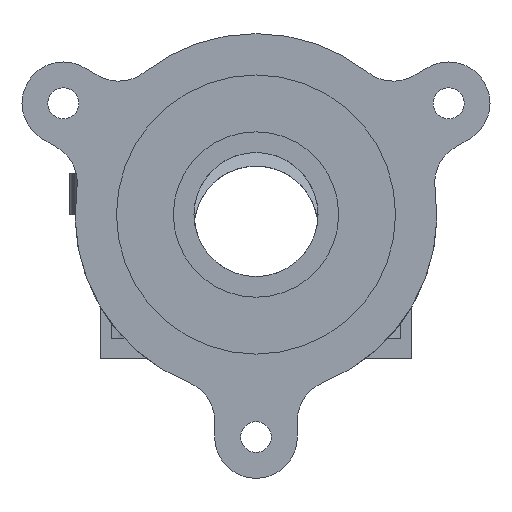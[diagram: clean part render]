
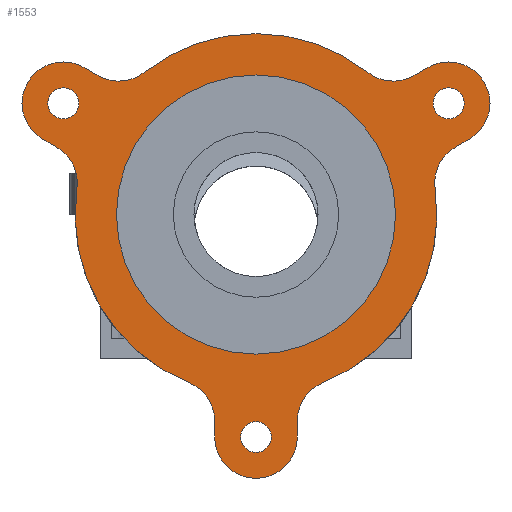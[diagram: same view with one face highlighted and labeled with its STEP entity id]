
A CAD part, front view. The second image highlights one B-rep face of the part: STEP entity #1553.
In plain terms, the highlighted planar face has unit normal (0, -1, 0).
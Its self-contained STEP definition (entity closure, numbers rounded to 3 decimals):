
#83=FACE_BOUND('',#263,.T.);
#84=FACE_BOUND('',#264,.T.);
#85=FACE_BOUND('',#265,.T.);
#86=FACE_BOUND('',#266,.T.);
#166=FACE_OUTER_BOUND('',#262,.T.);
#262=EDGE_LOOP('',(#1411,#1412,#1413,#1414,#1415,#1416,#1417,#1418,#1419,
#1420,#1421,#1422,#1423,#1424,#1425,#1426,#1427,#1428));
#263=EDGE_LOOP('',(#1429));
#264=EDGE_LOOP('',(#1430));
#265=EDGE_LOOP('',(#1431));
#266=EDGE_LOOP('',(#1432));
#384=LINE('',#2697,#517);
#387=LINE('',#2705,#520);
#390=LINE('',#2715,#523);
#393=LINE('',#2723,#526);
#396=LINE('',#2733,#529);
#399=LINE('',#2740,#532);
#517=VECTOR('',#2139,10.);
#520=VECTOR('',#2148,10.);
#523=VECTOR('',#2161,10.);
#526=VECTOR('',#2170,10.);
#529=VECTOR('',#2183,10.);
#532=VECTOR('',#2192,10.);
#544=CIRCLE('',#1583,4.375);
#549=CIRCLE('',#1590,4.375);
#552=CIRCLE('',#1594,4.375);
#598=CIRCLE('',#1700,0.375);
#599=CIRCLE('',#1702,0.375);
#600=CIRCLE('',#1704,0.375);
#601=CIRCLE('',#1706,3.375);
#602=CIRCLE('',#1708,1.);
#603=CIRCLE('',#1710,1.);
#604=CIRCLE('',#1713,1.);
#605=CIRCLE('',#1716,1.);
#606=CIRCLE('',#1718,1.);
#607=CIRCLE('',#1721,1.);
#608=CIRCLE('',#1724,1.);
#609=CIRCLE('',#1726,1.);
#610=CIRCLE('',#1729,1.);
#636=VERTEX_POINT('',#2251);
#638=VERTEX_POINT('',#2254);
#641=VERTEX_POINT('',#2269);
#647=VERTEX_POINT('',#2285);
#648=VERTEX_POINT('',#2289);
#654=VERTEX_POINT('',#2305);
#745=VERTEX_POINT('',#2672);
#746=VERTEX_POINT('',#2676);
#747=VERTEX_POINT('',#2680);
#748=VERTEX_POINT('',#2684);
#749=VERTEX_POINT('',#2688);
#750=VERTEX_POINT('',#2692);
#751=VERTEX_POINT('',#2696);
#752=VERTEX_POINT('',#2700);
#753=VERTEX_POINT('',#2704);
#754=VERTEX_POINT('',#2710);
#755=VERTEX_POINT('',#2714);
#756=VERTEX_POINT('',#2718);
#757=VERTEX_POINT('',#2722);
#758=VERTEX_POINT('',#2728);
#759=VERTEX_POINT('',#2732);
#760=VERTEX_POINT('',#2736);
#788=EDGE_CURVE('',#636,#638,#544,.T.);
#799=EDGE_CURVE('',#647,#641,#549,.T.);
#806=EDGE_CURVE('',#654,#648,#552,.T.);
#951=EDGE_CURVE('',#745,#745,#598,.T.);
#953=EDGE_CURVE('',#746,#746,#599,.T.);
#955=EDGE_CURVE('',#747,#747,#600,.T.);
#957=EDGE_CURVE('',#748,#748,#601,.T.);
#958=EDGE_CURVE('',#749,#638,#602,.T.);
#960=EDGE_CURVE('',#636,#750,#603,.T.);
#962=EDGE_CURVE('',#751,#750,#384,.T.);
#964=EDGE_CURVE('',#752,#751,#604,.T.);
#966=EDGE_CURVE('',#753,#752,#387,.T.);
#968=EDGE_CURVE('',#753,#648,#605,.T.);
#969=EDGE_CURVE('',#654,#754,#606,.T.);
#971=EDGE_CURVE('',#755,#754,#390,.T.);
#973=EDGE_CURVE('',#756,#755,#607,.T.);
#975=EDGE_CURVE('',#757,#756,#393,.T.);
#977=EDGE_CURVE('',#757,#641,#608,.T.);
#978=EDGE_CURVE('',#647,#758,#609,.T.);
#980=EDGE_CURVE('',#759,#758,#396,.T.);
#982=EDGE_CURVE('',#760,#759,#610,.T.);
#984=EDGE_CURVE('',#749,#760,#399,.T.);
#1411=ORIENTED_EDGE('',*,*,#984,.F.);
#1412=ORIENTED_EDGE('',*,*,#958,.T.);
#1413=ORIENTED_EDGE('',*,*,#788,.F.);
#1414=ORIENTED_EDGE('',*,*,#960,.T.);
#1415=ORIENTED_EDGE('',*,*,#962,.F.);
#1416=ORIENTED_EDGE('',*,*,#964,.F.);
#1417=ORIENTED_EDGE('',*,*,#966,.F.);
#1418=ORIENTED_EDGE('',*,*,#968,.T.);
#1419=ORIENTED_EDGE('',*,*,#806,.F.);
#1420=ORIENTED_EDGE('',*,*,#969,.T.);
#1421=ORIENTED_EDGE('',*,*,#971,.F.);
#1422=ORIENTED_EDGE('',*,*,#973,.F.);
#1423=ORIENTED_EDGE('',*,*,#975,.F.);
#1424=ORIENTED_EDGE('',*,*,#977,.T.);
#1425=ORIENTED_EDGE('',*,*,#799,.F.);
#1426=ORIENTED_EDGE('',*,*,#978,.T.);
#1427=ORIENTED_EDGE('',*,*,#980,.F.);
#1428=ORIENTED_EDGE('',*,*,#982,.F.);
#1429=ORIENTED_EDGE('',*,*,#957,.F.);
#1430=ORIENTED_EDGE('',*,*,#955,.F.);
#1431=ORIENTED_EDGE('',*,*,#953,.F.);
#1432=ORIENTED_EDGE('',*,*,#951,.F.);
#1473=PLANE('',#1731);
#1553=ADVANCED_FACE('',(#166,#83,#84,#85,#86),#1473,.F.);
#1583=AXIS2_PLACEMENT_3D('',#2255,#1780,#1781);
#1590=AXIS2_PLACEMENT_3D('',#2287,#1798,#1799);
#1594=AXIS2_PLACEMENT_3D('',#2307,#1809,#1810);
#1700=AXIS2_PLACEMENT_3D('',#2674,#2110,#2111);
#1702=AXIS2_PLACEMENT_3D('',#2678,#2115,#2116);
#1704=AXIS2_PLACEMENT_3D('',#2682,#2120,#2121);
#1706=AXIS2_PLACEMENT_3D('',#2686,#2125,#2126);
#1708=AXIS2_PLACEMENT_3D('',#2689,#2129,#2130);
#1710=AXIS2_PLACEMENT_3D('',#2693,#2134,#2135);
#1713=AXIS2_PLACEMENT_3D('',#2701,#2143,#2144);
#1716=AXIS2_PLACEMENT_3D('',#2708,#2152,#2153);
#1718=AXIS2_PLACEMENT_3D('',#2711,#2156,#2157);
#1721=AXIS2_PLACEMENT_3D('',#2719,#2165,#2166);
#1724=AXIS2_PLACEMENT_3D('',#2726,#2174,#2175);
#1726=AXIS2_PLACEMENT_3D('',#2729,#2178,#2179);
#1729=AXIS2_PLACEMENT_3D('',#2737,#2187,#2188);
#1731=AXIS2_PLACEMENT_3D('',#2741,#2193,#2194);
#1780=DIRECTION('center_axis',(0.,1.,0.));
#1781=DIRECTION('ref_axis',(-0.618,0.,0.786));
#1798=DIRECTION('center_axis',(0.,1.,0.));
#1799=DIRECTION('ref_axis',(0.99,0.,0.142));
#1809=DIRECTION('center_axis',(0.,1.,0.));
#1810=DIRECTION('ref_axis',(-0.372,0.,-0.928));
#2110=DIRECTION('center_axis',(0.,-1.,0.));
#2111=DIRECTION('ref_axis',(1.,0.,0.));
#2115=DIRECTION('center_axis',(0.,-1.,0.));
#2116=DIRECTION('ref_axis',(1.,0.,0.));
#2120=DIRECTION('center_axis',(0.,-1.,0.));
#2121=DIRECTION('ref_axis',(1.,0.,0.));
#2125=DIRECTION('center_axis',(0.,-1.,0.));
#2126=DIRECTION('ref_axis',(1.,0.,0.));
#2129=DIRECTION('center_axis',(0.,1.,0.));
#2130=DIRECTION('ref_axis',(0.5,0.,-0.866));
#2134=DIRECTION('center_axis',(0.,1.,0.));
#2135=DIRECTION('ref_axis',(0.618,0.,-0.786));
#2139=DIRECTION('',(0.866,0.,-0.5));
#2143=DIRECTION('center_axis',(0.,1.,0.));
#2144=DIRECTION('ref_axis',(-0.5,0.,-0.866));
#2148=DIRECTION('',(-0.866,0.,0.5));
#2152=DIRECTION('center_axis',(0.,1.,0.));
#2153=DIRECTION('ref_axis',(0.5,0.,0.866));
#2156=DIRECTION('center_axis',(0.,1.,0.));
#2157=DIRECTION('ref_axis',(0.372,0.,0.928));
#2161=DIRECTION('',(0.,0.,1.));
#2165=DIRECTION('center_axis',(0.,1.,0.));
#2166=DIRECTION('ref_axis',(1.,0.,0.));
#2170=DIRECTION('',(0.,0.,-1.));
#2174=DIRECTION('center_axis',(0.,1.,0.));
#2175=DIRECTION('ref_axis',(-1.,0.,0.));
#2178=DIRECTION('center_axis',(0.,1.,0.));
#2179=DIRECTION('ref_axis',(-0.99,0.,-0.142));
#2183=DIRECTION('',(-0.866,0.,-0.5));
#2187=DIRECTION('center_axis',(0.,1.,0.));
#2188=DIRECTION('ref_axis',(-0.5,0.,0.866));
#2192=DIRECTION('',(0.866,0.,0.5));
#2193=DIRECTION('center_axis',(0.,1.,0.));
#2194=DIRECTION('ref_axis',(1.,0.,0.));
#2251=CARTESIAN_POINT('',(-2.703,0.,3.44));
#2254=CARTESIAN_POINT('',(2.703,0.,3.44));
#2255=CARTESIAN_POINT('Origin',(0.,0.,0.));
#2269=CARTESIAN_POINT('',(1.628,0.,-4.061));
#2285=CARTESIAN_POINT('',(4.331,0.,0.621));
#2287=CARTESIAN_POINT('Origin',(0.,0.,0.));
#2289=CARTESIAN_POINT('',(-4.331,0.,0.621));
#2305=CARTESIAN_POINT('',(-1.628,0.,-4.061));
#2307=CARTESIAN_POINT('Origin',(0.,0.,0.));
#2672=CARTESIAN_POINT('',(-0.375,0.,-5.38));
#2674=CARTESIAN_POINT('Origin',(0.,0.,-5.38));
#2676=CARTESIAN_POINT('',(-5.034,0.,2.69));
#2678=CARTESIAN_POINT('Origin',(-4.659,0.,2.69));
#2680=CARTESIAN_POINT('',(4.284,0.,2.69));
#2682=CARTESIAN_POINT('Origin',(4.659,0.,2.69));
#2684=CARTESIAN_POINT('',(-3.375,0.,0.));
#2686=CARTESIAN_POINT('Origin',(0.,0.,0.));
#2688=CARTESIAN_POINT('',(3.821,0.,3.361));
#2689=CARTESIAN_POINT('Origin',(3.321,0.,4.227));
#2692=CARTESIAN_POINT('',(-3.821,0.,3.361));
#2693=CARTESIAN_POINT('Origin',(-3.321,0.,4.227));
#2696=CARTESIAN_POINT('',(-4.159,0.,3.556));
#2697=CARTESIAN_POINT('',(-4.159,0.,3.556));
#2700=CARTESIAN_POINT('',(-5.159,0.,1.824));
#2701=CARTESIAN_POINT('Origin',(-4.659,0.,2.69));
#2704=CARTESIAN_POINT('',(-4.821,0.,1.628));
#2705=CARTESIAN_POINT('',(-4.821,0.,1.628));
#2708=CARTESIAN_POINT('Origin',(-5.321,0.,0.762));
#2710=CARTESIAN_POINT('',(-1.,0.,-4.989));
#2711=CARTESIAN_POINT('Origin',(-2.,0.,-4.989));
#2714=CARTESIAN_POINT('',(-1.,0.,-5.38));
#2715=CARTESIAN_POINT('',(-1.,0.,-5.38));
#2718=CARTESIAN_POINT('',(1.,0.,-5.38));
#2719=CARTESIAN_POINT('Origin',(0.,0.,-5.38));
#2722=CARTESIAN_POINT('',(1.,0.,-4.989));
#2723=CARTESIAN_POINT('',(1.,0.,-4.989));
#2726=CARTESIAN_POINT('Origin',(2.,0.,-4.989));
#2728=CARTESIAN_POINT('',(4.821,0.,1.628));
#2729=CARTESIAN_POINT('Origin',(5.321,0.,0.762));
#2732=CARTESIAN_POINT('',(5.159,0.,1.824));
#2733=CARTESIAN_POINT('',(5.159,0.,1.824));
#2736=CARTESIAN_POINT('',(4.159,0.,3.556));
#2737=CARTESIAN_POINT('Origin',(4.659,0.,2.69));
#2740=CARTESIAN_POINT('',(3.821,0.,3.361));
#2741=CARTESIAN_POINT('Origin',(0.,0.,-1.003));
